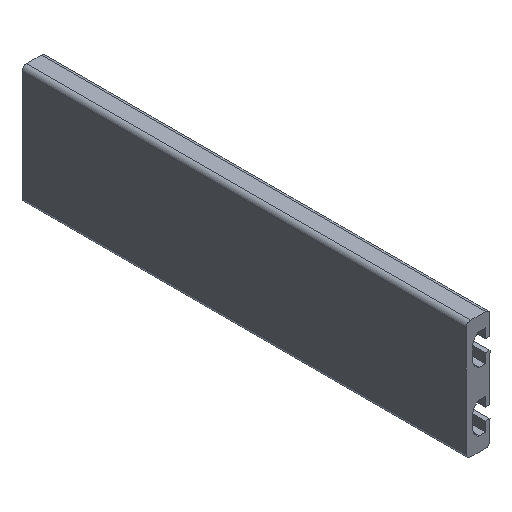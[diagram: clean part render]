
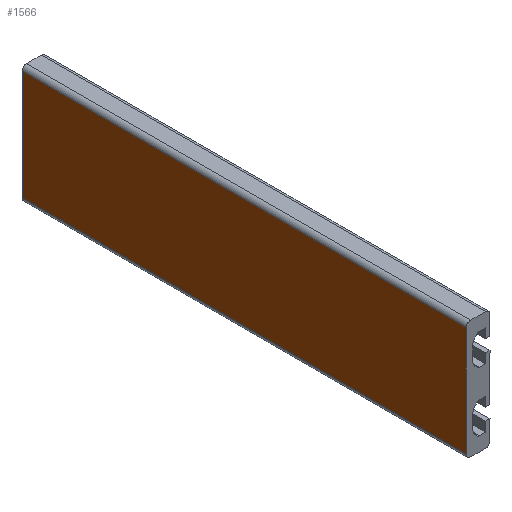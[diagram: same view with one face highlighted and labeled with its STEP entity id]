
A CAD part, isometric view. The second image highlights one B-rep face of the part: STEP entity #1566.
In plain terms, the highlighted face is planar.
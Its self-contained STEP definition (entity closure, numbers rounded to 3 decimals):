
#344 = LINE ( 'NONE', #406, #4679 ) ;
#406 = CARTESIAN_POINT ( 'NONE',  ( 8., -37., 0. ) ) ;
#439 = DIRECTION ( 'NONE',  ( 0., 1., 0. ) ) ;
#573 = CARTESIAN_POINT ( 'NONE',  ( 8., -37., -300. ) ) ;
#627 = LINE ( 'NONE', #628, #4593 ) ;
#628 = CARTESIAN_POINT ( 'NONE',  ( 8., 37., -300. ) ) ;
#645 = DIRECTION ( 'NONE',  ( 0., 0., 1. ) ) ;
#695 = DIRECTION ( 'NONE',  ( 0., 1., 0. ) ) ;
#708 = LINE ( 'NONE', #722, #4664 ) ;
#717 = LINE ( 'NONE', #573, #4687 ) ;
#722 = CARTESIAN_POINT ( 'NONE',  ( 8., -37., -300. ) ) ;
#726 = DIRECTION ( 'NONE',  ( 0., 0., 1. ) ) ;
#1465 = EDGE_CURVE ( 'NONE', #3645, #3686, #627, .T. ) ;
#1494 = EDGE_CURVE ( 'NONE', #3638, #3605, #708, .T. ) ;
#1499 = EDGE_CURVE ( 'NONE', #3605, #3686, #344, .T. ) ;
#1502 = EDGE_CURVE ( 'NONE', #3638, #3645, #717, .T. ) ;
#1566 = ADVANCED_FACE ( 'PLANAR_11', ( #5529 ), #5538, .T. ) ;
#1880 = ORIENTED_EDGE ( 'NONE', *, *, #1502, .T. ) ;
#1912 = ORIENTED_EDGE ( 'NONE', *, *, #1465, .T. ) ;
#2728 = CARTESIAN_POINT ( 'NONE',  ( 8., -37., 0. ) ) ;
#2739 = CARTESIAN_POINT ( 'NONE',  ( 8., -37., -300. ) ) ;
#2744 = CARTESIAN_POINT ( 'NONE',  ( 8., 37., -300. ) ) ;
#2790 = CARTESIAN_POINT ( 'NONE',  ( 8., 37., 0. ) ) ;
#3460 = ORIENTED_EDGE ( 'NONE', *, *, #1499, .F. ) ;
#3474 = ORIENTED_EDGE ( 'NONE', *, *, #1494, .F. ) ;
#3605 = VERTEX_POINT ( 'NONE', #2728 ) ;
#3638 = VERTEX_POINT ( 'NONE', #2739 ) ;
#3645 = VERTEX_POINT ( 'NONE', #2744 ) ;
#3686 = VERTEX_POINT ( 'NONE', #2790 ) ;
#3958 = EDGE_LOOP ( 'NONE', ( #3460, #3474, #1880, #1912 ) ) ;
#4593 = VECTOR ( 'NONE', #645, 1000. ) ;
#4664 = VECTOR ( 'NONE', #726, 1000. ) ;
#4679 = VECTOR ( 'NONE', #439, 1000. ) ;
#4687 = VECTOR ( 'NONE', #695, 1000. ) ;
#4771 = AXIS2_PLACEMENT_3D ( 'NONE', #5515, #5534, #5530 ) ;
#5515 = CARTESIAN_POINT ( 'NONE',  ( 8., -37., -300. ) ) ;
#5529 = FACE_OUTER_BOUND ( 'NONE', #3958, .T. ) ;
#5530 = DIRECTION ( 'NONE',  ( 0., 1., 0. ) ) ;
#5534 = DIRECTION ( 'NONE',  ( 1., 0., 0. ) ) ;
#5538 = PLANE ( 'NONE',  #4771 ) ;
